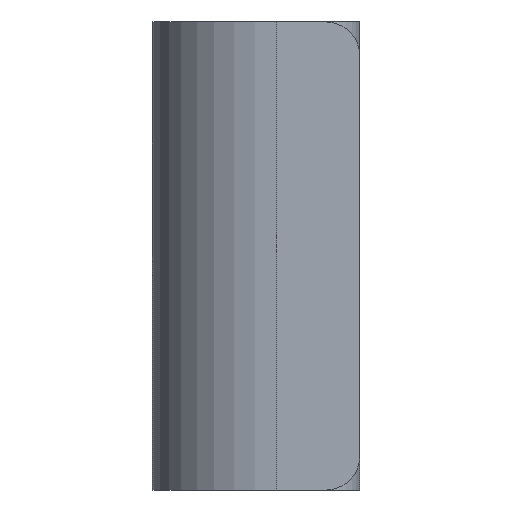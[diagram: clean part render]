
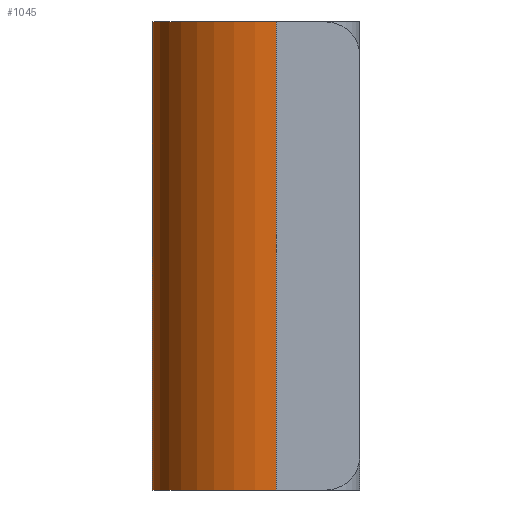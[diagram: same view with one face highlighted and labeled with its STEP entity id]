
A CAD part, left-side view. The second image highlights one B-rep face of the part: STEP entity #1045.
In plain terms, the highlighted cylindrical face has radius 3.7 mm (diameter 7.4 mm), a partial arc.
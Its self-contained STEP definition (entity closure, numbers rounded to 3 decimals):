
#268=DIRECTION('',(0.,0.,1.));
#269=VECTOR('',#268,14.);
#270=CARTESIAN_POINT('',(6.2,2.5,-7.));
#271=LINE('',#270,#269);
#315=CARTESIAN_POINT('',(2.5,2.5,7.));
#316=DIRECTION('',(0.,0.,-1.));
#317=DIRECTION('',(-1.,0.,0.));
#318=AXIS2_PLACEMENT_3D('',#315,#316,#317);
#333=CARTESIAN_POINT('',(2.5,2.5,-7.));
#334=DIRECTION('',(0.,0.,-1.));
#335=DIRECTION('',(-1.,0.,0.));
#336=AXIS2_PLACEMENT_3D('',#333,#334,#335);
#338=DIRECTION('',(0.,0.,1.));
#339=VECTOR('',#338,14.);
#340=CARTESIAN_POINT('',(-1.2,2.5,-7.));
#341=LINE('',#340,#339);
#422=CARTESIAN_POINT('',(-1.2,2.5,-7.));
#423=CARTESIAN_POINT('',(6.2,2.5,-7.));
#424=VERTEX_POINT('',#422);
#425=VERTEX_POINT('',#423);
#428=CARTESIAN_POINT('',(-1.2,2.5,7.));
#429=CARTESIAN_POINT('',(6.2,2.5,7.));
#430=VERTEX_POINT('',#428);
#431=VERTEX_POINT('',#429);
#1033=CARTESIAN_POINT('',(2.5,2.5,-7.));
#1034=DIRECTION('',(0.,0.,1.));
#1035=DIRECTION('',(1.,0.,0.));
#1036=AXIS2_PLACEMENT_3D('',#1033,#1034,#1035);
#1037=CYLINDRICAL_SURFACE('',#1036,3.7);
#1038=ORIENTED_EDGE('',*,*,#1026,.T.);
#1039=ORIENTED_EDGE('',*,*,#946,.T.);
#1040=ORIENTED_EDGE('',*,*,#999,.F.);
#1042=ORIENTED_EDGE('',*,*,#1041,.F.);
#1043=EDGE_LOOP('',(#1038,#1039,#1040,#1042));
#1044=FACE_OUTER_BOUND('',#1043,.F.);
#1045=ADVANCED_FACE('',(#1044),#1037,.T.);
#319=CIRCLE('',#318,3.7);
#337=CIRCLE('',#336,3.7);
#946=EDGE_CURVE('',#425,#431,#271,.T.);
#999=EDGE_CURVE('',#430,#431,#319,.T.);
#1026=EDGE_CURVE('',#424,#425,#337,.T.);
#1041=EDGE_CURVE('',#424,#430,#341,.T.);
